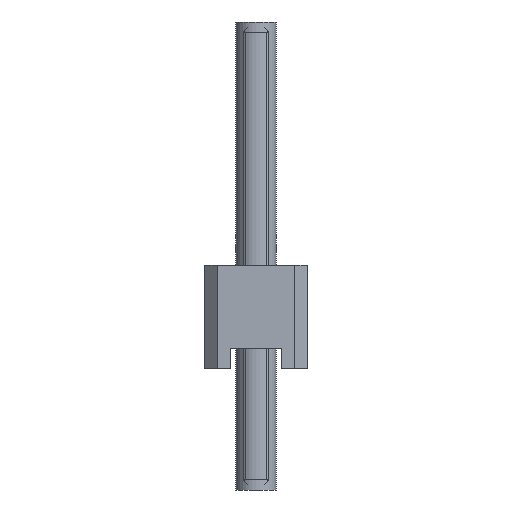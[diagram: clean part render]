
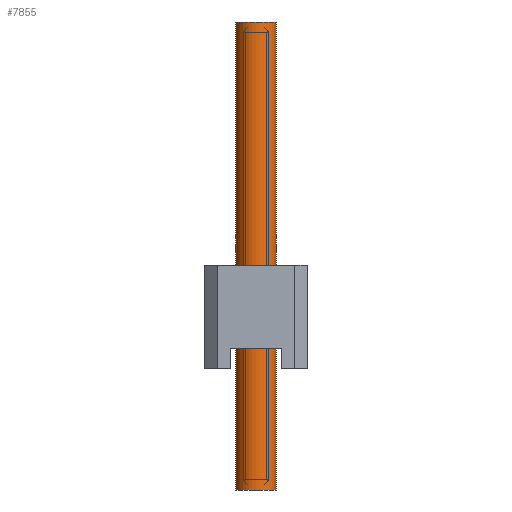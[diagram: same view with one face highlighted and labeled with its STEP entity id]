
A CAD part, left-side view. The second image highlights one B-rep face of the part: STEP entity #7855.
In plain terms, the highlighted cylindrical face has radius 0.5 mm (diameter 1 mm), a full revolution.
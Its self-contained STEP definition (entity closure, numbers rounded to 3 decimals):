
#4450=ORIENTED_EDGE('',*,*,#5568,.F.);
#4451=ORIENTED_EDGE('',*,*,#5569,.T.);
#5568=EDGE_CURVE('',#6314,#6314,#6516,.T.);
#5569=EDGE_CURVE('',#6315,#6315,#6517,.T.);
#6314=VERTEX_POINT('',#12896);
#6315=VERTEX_POINT('',#12898);
#6516=CIRCLE('',#8485,0.5);
#6517=CIRCLE('',#8486,0.5);
#6944=EDGE_LOOP('',(#4450));
#6945=EDGE_LOOP('',(#4451));
#7372=FACE_BOUND('',#6944,.T.);
#7373=FACE_BOUND('',#6945,.T.);
#7478=CYLINDRICAL_SURFACE('',#8484,0.5);
#7855=ADVANCED_FACE('',(#7372,#7373),#7478,.F.);
#8484=AXIS2_PLACEMENT_3D('',#12894,#10600,#10601);
#8485=AXIS2_PLACEMENT_3D('',#12895,#10602,#10603);
#8486=AXIS2_PLACEMENT_3D('',#12897,#10604,#10605);
#10600=DIRECTION('',(0.,0.,1.));
#10601=DIRECTION('',(1.,0.,0.));
#10602=DIRECTION('',(0.,0.,-1.));
#10603=DIRECTION('',(1.,0.,0.));
#10604=DIRECTION('',(0.,0.,-1.));
#10605=DIRECTION('',(1.,0.,0.));
#12894=CARTESIAN_POINT('',(0.,0.,0.));
#12895=CARTESIAN_POINT('',(0.,0.,11.54));
#12896=CARTESIAN_POINT('',(0.5,0.,11.54));
#12897=CARTESIAN_POINT('',(0.,0.,0.));
#12898=CARTESIAN_POINT('',(0.5,0.,0.));
